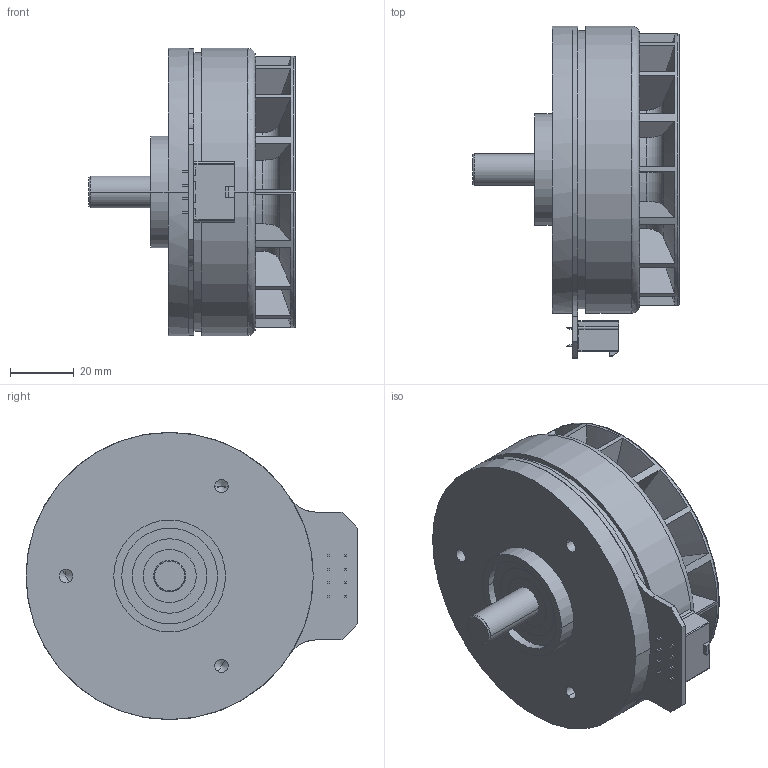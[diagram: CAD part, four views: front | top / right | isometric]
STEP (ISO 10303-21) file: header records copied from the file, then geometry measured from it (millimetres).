
FILE_DESCRIPTION((''),'2;1');
FILE_NAME('4530933','2019-02-25T',('mmagvisi'),(''),'CREO PARAMETRIC BY PTC INC, 2017300','CREO PARAMETRIC BY PTC INC, 2017300','');
FILE_SCHEMA(('CONFIG_CONTROL_DESIGN'));
Length unit declared in the file: millimetre
Products named in the file (1): 4530933
Bounding box: 64.8 x 104 x 90 mm (x, y, z)
Volume: 191879 mm3; surface area: 39208.7 mm2
Topology: 1 solids, 1 shells, 400 faces, 1072 edges, 690 vertices
Faces by surface type: plane 292, cylinder 54, cone 28, torus 26
Entity records: 16432 total; most frequent: CARTESIAN_POINT 2236, ORIENTED_EDGE 2132, DIRECTION 2064, PRESENTATION_STYLE_ASSIGNMENT 1163, STYLED_ITEM 1163, CURVE_STYLE 1066, EDGE_CURVE 1066, VECTOR 836
